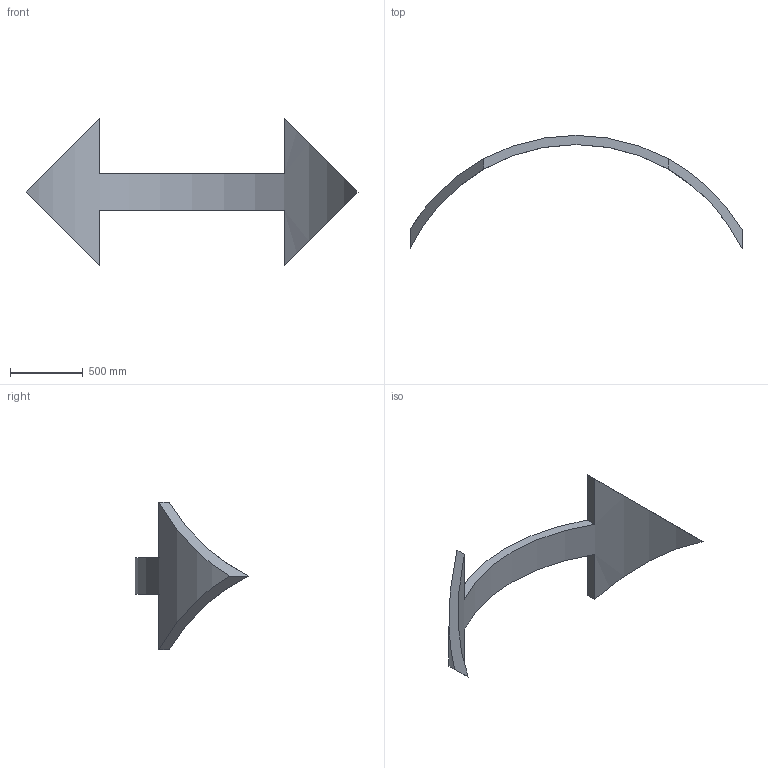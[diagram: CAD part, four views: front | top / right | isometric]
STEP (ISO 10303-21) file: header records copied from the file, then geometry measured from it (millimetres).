
FILE_DESCRIPTION((''),'2;1');
FILE_NAME('PFEILE','2019-11-28T08:24:35',('i00110392'),(''),'CREO PARAMETRIC BY PTC INC, 2017380','CREO PARAMETRIC BY PTC INC, 2017380','');
FILE_SCHEMA(('CONFIG_CONTROL_DESIGN'));
Length unit declared in the file: inch
Products named in the file (1): PFEILE
Bounding box: 2286 x 779.92 x 1016 mm (x, y, z)
Volume: 64132324.3 mm3; surface area: 2563914.7 mm2
Topology: 1 solids, 1 shells, 12 faces, 30 edges, 20 vertices
Faces by surface type: plane 10, cylinder 2
Entity records: 422 total; most frequent: CARTESIAN_POINT 102, ORIENTED_EDGE 60, DIRECTION 50, EDGE_CURVE 30, VERTEX_POINT 20, VECTOR 18, LINE 18, AXIS2_PLACEMENT_3D 16
